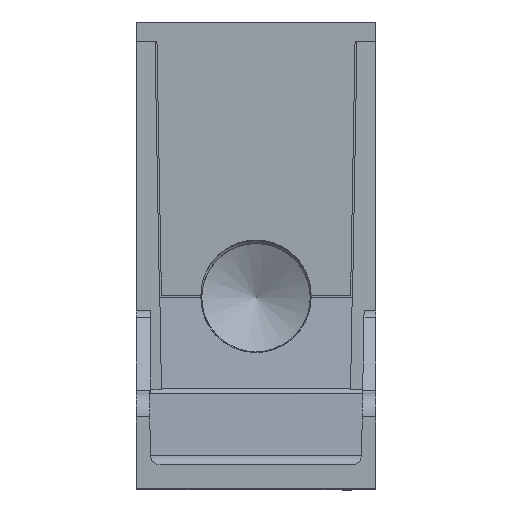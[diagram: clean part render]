
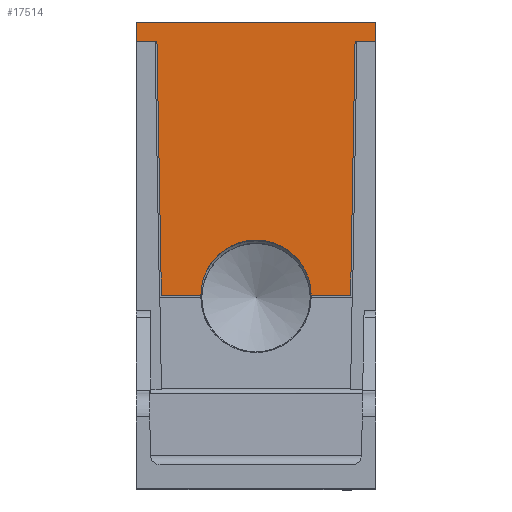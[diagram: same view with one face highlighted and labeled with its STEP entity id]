
A CAD part, top view. The second image highlights one B-rep face of the part: STEP entity #17514.
In plain terms, the highlighted face is planar.
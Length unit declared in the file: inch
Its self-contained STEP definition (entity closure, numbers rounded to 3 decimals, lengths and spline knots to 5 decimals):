
#1176 = CARTESIAN_POINT ( 'NONE',  ( -0.84175, 0.23, 1.14 ) ) ;
#1205 = CARTESIAN_POINT ( 'NONE',  ( -0.84175, -0.23, 1.14 ) ) ;
#1212 = ORIENTED_EDGE ( 'NONE', *, *, #6910, .T. ) ;
#1240 = CARTESIAN_POINT ( 'NONE',  ( -0.84576, -0.22974, 0.68052 ) ) ;
#1277 = CARTESIAN_POINT ( 'NONE',  ( -0.84576, 0.22974, 0.68052 ) ) ;
#1307 = DIRECTION ( 'NONE',  ( -1., 0., 0.009 ) ) ;
#2492 = CARTESIAN_POINT ( 'NONE',  ( -0.8517, -0.5, 0. ) ) ;
#2635 = CARTESIAN_POINT ( 'NONE',  ( -0.8517, -0.5, 0. ) ) ;
#2772 = CARTESIAN_POINT ( 'NONE',  ( -0.851, 0.5, 0.08 ) ) ;
#3019 = VERTEX_POINT ( 'NONE', #2772 ) ;
#3146 = EDGE_CURVE ( 'NONE', #9413, #18782, #9990, .T. ) ;
#3456 = PLANE ( 'NONE',  #25836 ) ;
#3803 = DIRECTION ( 'NONE',  ( 0., -1., 0. ) ) ;
#4174 = LINE ( 'NONE', #20005, #15205 ) ;
#4345 = VERTEX_POINT ( 'NONE', #8925 ) ;
#4733 = DIRECTION ( 'NONE',  ( 0., 1., 0. ) ) ;
#4741 = ORIENTED_EDGE ( 'NONE', *, *, #18582, .T. ) ;
#4860 = EDGE_CURVE ( 'NONE', #15286, #6295, #15933, .T. ) ;
#4925 = ORIENTED_EDGE ( 'NONE', *, *, #18194, .T. ) ;
#5446 = CARTESIAN_POINT ( 'NONE',  ( -0.84175, 0.395, 1.14 ) ) ;
#5579 = EDGE_CURVE ( 'NONE', #4345, #15286, #9963, .T. ) ;
#6295 = VERTEX_POINT ( 'NONE', #16630 ) ;
#6564 = CARTESIAN_POINT ( 'NONE',  ( -0.851, 0.4135, 0.08 ) ) ;
#6609 = VECTOR ( 'NONE', #4733, 39.37008 ) ;
#6910 = EDGE_CURVE ( 'NONE', #18782, #24588, #19650, .T. ) ;
#6998 = CARTESIAN_POINT ( 'NONE',  ( -0.851, 0.5, 0.08 ) ) ;
#7727 = EDGE_CURVE ( 'NONE', #6295, #17155, #13914, .T. ) ;
#8097 = CARTESIAN_POINT ( 'NONE',  ( -0.84175, 0.5, 1.14 ) ) ;
#8155 = VERTEX_POINT ( 'NONE', #6564 ) ;
#8393 = ORIENTED_EDGE ( 'NONE', *, *, #3146, .T. ) ;
#8552 = CARTESIAN_POINT ( 'NONE',  ( -0.851, 0.5, 0.08 ) ) ;
#8925 = CARTESIAN_POINT ( 'NONE',  ( -0.8517, 0.5, 0. ) ) ;
#9054 = CARTESIAN_POINT ( 'NONE',  ( -0.84175, -0.395, 1.14 ) ) ;
#9285 = DIRECTION ( 'NONE',  ( -0.009, 0., -1. ) ) ;
#9413 = VERTEX_POINT ( 'NONE', #14395 ) ;
#9963 = LINE ( 'NONE', #2635, #21064 ) ;
#9990 =( BOUNDED_CURVE ( )  B_SPLINE_CURVE ( 3, ( #1205, #1240, #1277, #1176 ),
 .UNSPECIFIED., .F., .T. ) 
 B_SPLINE_CURVE_WITH_KNOTS ( ( 4, 4 ),
 ( 4.71295, 7.85342 ),
 .UNSPECIFIED. ) 
 CURVE ( )  GEOMETRIC_REPRESENTATION_ITEM ( )  RATIONAL_B_SPLINE_CURVE ( ( 1., 0.334, 0.334, 1. ) ) 
 REPRESENTATION_ITEM ( '' )  );
#11217 = DIRECTION ( 'NONE',  ( 0., 1., 0. ) ) ;
#11892 = ORIENTED_EDGE ( 'NONE', *, *, #23838, .T. ) ;
#12021 = EDGE_LOOP ( 'NONE', ( #12810, #4925, #11892, #8393, #1212, #27562, #4741, #22381, #13412, #26966 ) ) ;
#12379 = LINE ( 'NONE', #5446, #17624 ) ;
#12677 = VERTEX_POINT ( 'NONE', #9054 ) ;
#12810 = ORIENTED_EDGE ( 'NONE', *, *, #7727, .T. ) ;
#13412 = ORIENTED_EDGE ( 'NONE', *, *, #5579, .T. ) ;
#13833 = LINE ( 'NONE', #15742, #6609 ) ;
#13914 = LINE ( 'NONE', #8552, #25036 ) ;
#14395 = CARTESIAN_POINT ( 'NONE',  ( -0.84175, -0.23, 1.14 ) ) ;
#14490 = CARTESIAN_POINT ( 'NONE',  ( -0.851, 0.5, 0.08 ) ) ;
#14919 = LINE ( 'NONE', #22693, #20841 ) ;
#15205 = VECTOR ( 'NONE', #22182, 39.37008 ) ;
#15286 = VERTEX_POINT ( 'NONE', #21852 ) ;
#15405 = DIRECTION ( 'NONE',  ( 0.009, 0., 1. ) ) ;
#15742 = CARTESIAN_POINT ( 'NONE',  ( -0.84175, 0.5, 1.14 ) ) ;
#15803 = DIRECTION ( 'NONE',  ( 0., 1., 0. ) ) ;
#15933 = LINE ( 'NONE', #2492, #26979 ) ;
#16375 = DIRECTION ( 'NONE',  ( -0.009, 0.017, -1. ) ) ;
#16630 = CARTESIAN_POINT ( 'NONE',  ( -0.851, -0.5, 0.08 ) ) ;
#16773 = DIRECTION ( 'NONE',  ( 0.009, 0., 1. ) ) ;
#17155 = VERTEX_POINT ( 'NONE', #21870 ) ;
#17514 = ADVANCED_FACE ( 'NONE', ( #22948 ), #3456, .T. ) ;
#17624 = VECTOR ( 'NONE', #16375, 39.37008 ) ;
#18194 = EDGE_CURVE ( 'NONE', #17155, #12677, #14919, .T. ) ;
#18582 = EDGE_CURVE ( 'NONE', #8155, #3019, #4174, .T. ) ;
#18782 = VERTEX_POINT ( 'NONE', #20453 ) ;
#19650 = LINE ( 'NONE', #8097, #25506 ) ;
#19839 = EDGE_CURVE ( 'NONE', #3019, #4345, #22114, .T. ) ;
#19988 = EDGE_CURVE ( 'NONE', #24588, #8155, #12379, .T. ) ;
#20005 = CARTESIAN_POINT ( 'NONE',  ( -0.851, 0.5, 0.08 ) ) ;
#20453 = CARTESIAN_POINT ( 'NONE',  ( -0.84175, 0.23, 1.14 ) ) ;
#20841 = VECTOR ( 'NONE', #24934, 39.37008 ) ;
#21064 = VECTOR ( 'NONE', #3803, 39.37008 ) ;
#21852 = CARTESIAN_POINT ( 'NONE',  ( -0.8517, -0.5, 0. ) ) ;
#21870 = CARTESIAN_POINT ( 'NONE',  ( -0.851, -0.4135, 0.08 ) ) ;
#22114 = LINE ( 'NONE', #6998, #27987 ) ;
#22182 = DIRECTION ( 'NONE',  ( 0., 1., 0. ) ) ;
#22381 = ORIENTED_EDGE ( 'NONE', *, *, #19839, .T. ) ;
#22693 = CARTESIAN_POINT ( 'NONE',  ( -0.851, -0.4135, 0.08 ) ) ;
#22948 = FACE_OUTER_BOUND ( 'NONE', #12021, .T. ) ;
#23838 = EDGE_CURVE ( 'NONE', #12677, #9413, #13833, .T. ) ;
#24588 = VERTEX_POINT ( 'NONE', #28365 ) ;
#24934 = DIRECTION ( 'NONE',  ( 0.009, 0.017, 1. ) ) ;
#25036 = VECTOR ( 'NONE', #15803, 39.37008 ) ;
#25506 = VECTOR ( 'NONE', #11217, 39.37008 ) ;
#25836 = AXIS2_PLACEMENT_3D ( 'NONE', #14490, #1307, #16773 ) ;
#26966 = ORIENTED_EDGE ( 'NONE', *, *, #4860, .T. ) ;
#26979 = VECTOR ( 'NONE', #15405, 39.37008 ) ;
#27562 = ORIENTED_EDGE ( 'NONE', *, *, #19988, .T. ) ;
#27987 = VECTOR ( 'NONE', #9285, 39.37008 ) ;
#28365 = CARTESIAN_POINT ( 'NONE',  ( -0.84175, 0.395, 1.14 ) ) ;
